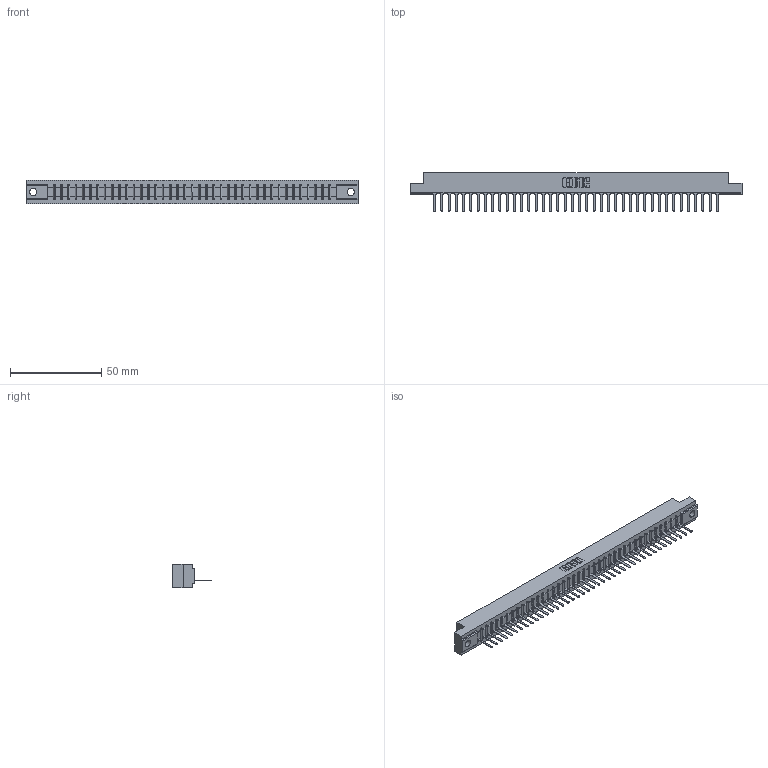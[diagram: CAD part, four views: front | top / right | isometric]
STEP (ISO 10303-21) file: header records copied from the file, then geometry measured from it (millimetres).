
FILE_DESCRIPTION (( 'STEP AP203' ), '1' );
FILE_NAME ('357-040-427-102.STEP', '2020-10-03T05:05:20', ( '' ), ( '' ), 'SwSTEP 2.0', 'SolidWorks 2020', '' );
FILE_SCHEMA (( 'CONFIG_CONTROL_DESIGN' ));
Length unit declared in the file: inch
Products named in the file (3): 307 Part_.128 Dia Mounting Holes; 357-040-427-102; 307-290-001_527
Assembly tree (41 placements, depth 2):
  357-040-427-102
    307 Part_.128 Dia Mounting Holes
    307-290-001_527  x40
Bounding box: 181.51 x 21.11 x 12.7 mm (x, y, z)
Volume: 18769.3 mm3; surface area: 19774.9 mm2
Topology: 41 solids, 41 shells, 2399 faces, 6803 edges, 4370 vertices
Faces by surface type: plane 1550, cylinder 767, sphere 82
Entity records: 34508 total; most frequent: CARTESIAN_POINT 5812, ORIENTED_EDGE 5798, DIRECTION 5653, EDGE_CURVE 2899, VECTOR 2223, LINE 2223, VERTEX_POINT 1874, AXIS2_PLACEMENT_3D 1715
